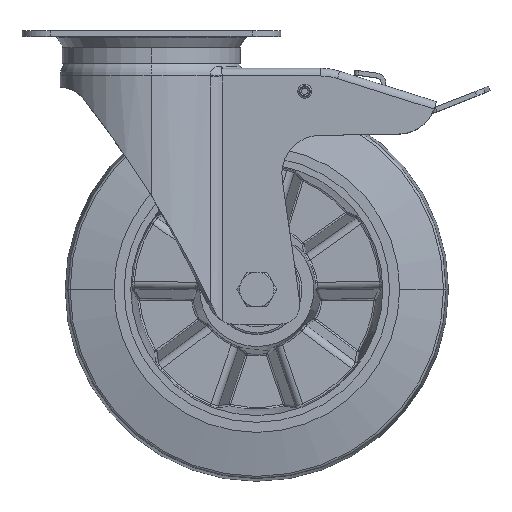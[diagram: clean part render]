
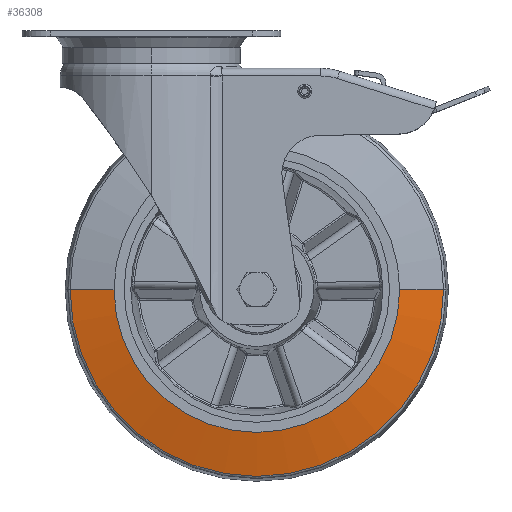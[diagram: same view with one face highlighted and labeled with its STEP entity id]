
A CAD part, top view. The second image highlights one B-rep face of the part: STEP entity #36308.
In plain terms, the highlighted conical face has half-angle 77.093 degrees and reference radius 98.5 mm.
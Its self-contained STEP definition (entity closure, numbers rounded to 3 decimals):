
#385 = ORIENTED_EDGE ( 'NONE', *, *, #48596, .T. ) ;
#713 = VERTEX_POINT ( 'NONE', #1309 ) ;
#835 = EDGE_CURVE ( 'NONE', #22143, #713, #66319, .T. ) ;
#1309 = CARTESIAN_POINT ( 'NONE',  ( 152.44, -135., 16.743 ) ) ;
#2308 = ORIENTED_EDGE ( 'NONE', *, *, #49218, .F. ) ;
#2551 = CIRCLE ( 'NONE', #12449, 74.5 ) ;
#4974 = ORIENTED_EDGE ( 'NONE', *, *, #835, .F. ) ;
#5034 = DIRECTION ( 'NONE',  ( 1., 0., 0. ) ) ;
#7512 = DIRECTION ( 'NONE',  ( 0.975, 0., -0.223 ) ) ;
#12449 = AXIS2_PLACEMENT_3D ( 'NONE', #16600, #47151, #5034 ) ;
#13325 = CARTESIAN_POINT ( 'NONE',  ( 129.5, -135., 22. ) ) ;
#14756 = DIRECTION ( 'NONE',  ( 0., 0., 1. ) ) ;
#14926 = DIRECTION ( 'NONE',  ( -1., 0., 0. ) ) ;
#16600 = CARTESIAN_POINT ( 'NONE',  ( 55., -135., 22. ) ) ;
#17391 = ORIENTED_EDGE ( 'NONE', *, *, #21890, .T. ) ;
#18876 = FACE_OUTER_BOUND ( 'NONE', #61535, .T. ) ;
#21890 = EDGE_CURVE ( 'NONE', #63716, #46980, #52460, .T. ) ;
#22143 = VERTEX_POINT ( 'NONE', #13325 ) ;
#22627 = CARTESIAN_POINT ( 'NONE',  ( -19.5, -135., 22. ) ) ;
#30926 = CIRCLE ( 'NONE', #66789, 97.44 ) ;
#36308 = ADVANCED_FACE ( 'NONE', ( #18876 ), #41122, .T. ) ;
#39247 = VECTOR ( 'NONE', #7512, 1000. ) ;
#40413 = DIRECTION ( 'NONE',  ( -0.975, 0., -0.223 ) ) ;
#41122 = CONICAL_SURFACE ( 'NONE', #75795, 98.5, 1.346 ) ;
#43048 = DIRECTION ( 'NONE',  ( 1., 0., 0. ) ) ;
#46980 = VERTEX_POINT ( 'NONE', #52706 ) ;
#47151 = DIRECTION ( 'NONE',  ( 0., 0., 1. ) ) ;
#48596 = EDGE_CURVE ( 'NONE', #46980, #713, #30926, .T. ) ;
#49218 = EDGE_CURVE ( 'NONE', #63716, #22143, #2551, .T. ) ;
#52460 = LINE ( 'NONE', #68721, #53001 ) ;
#52706 = CARTESIAN_POINT ( 'NONE',  ( -42.44, -135., 16.743 ) ) ;
#53001 = VECTOR ( 'NONE', #40413, 1000. ) ;
#60261 = DIRECTION ( 'NONE',  ( 0., 0., -1. ) ) ;
#61535 = EDGE_LOOP ( 'NONE', ( #4974, #2308, #17391, #385 ) ) ;
#63716 = VERTEX_POINT ( 'NONE', #22627 ) ;
#64950 = CARTESIAN_POINT ( 'NONE',  ( 55., -135., 16.5 ) ) ;
#66319 = LINE ( 'NONE', #72099, #39247 ) ;
#66789 = AXIS2_PLACEMENT_3D ( 'NONE', #67814, #14756, #43048 ) ;
#67814 = CARTESIAN_POINT ( 'NONE',  ( 55., -135., 16.743 ) ) ;
#68721 = CARTESIAN_POINT ( 'NONE',  ( -43.5, -135., 16.5 ) ) ;
#72099 = CARTESIAN_POINT ( 'NONE',  ( 153.5, -135., 16.5 ) ) ;
#75795 = AXIS2_PLACEMENT_3D ( 'NONE', #64950, #60261, #14926 ) ;
